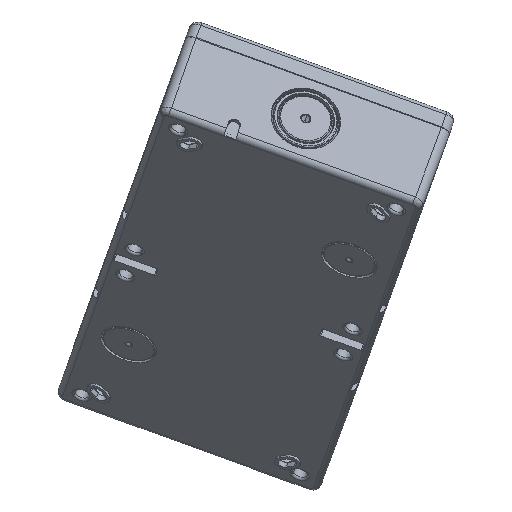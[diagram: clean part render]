
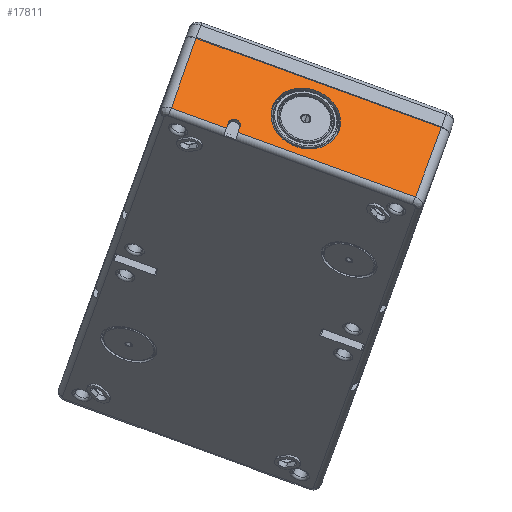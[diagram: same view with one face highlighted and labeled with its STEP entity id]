
A CAD part, left-side view. The second image highlights one B-rep face of the part: STEP entity #17811.
In plain terms, the highlighted face is planar.
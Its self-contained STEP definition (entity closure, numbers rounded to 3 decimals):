
#14745=CARTESIAN_POINT('Vertex',(-115.15,53.5,37.8)) ;
#14748=CARTESIAN_POINT('Line Origine',(-115.15,0.,37.8)) ;
#14752=CARTESIAN_POINT('Vertex',(-115.15,-53.5,37.8)) ;
#17693=CARTESIAN_POINT('Vertex',(-114.831,53.181,1.278)) ;
#17696=CARTESIAN_POINT('Line Origine',(-115.023,53.374,23.3)) ;
#17708=CARTESIAN_POINT('Axis2P3D Location',(-115.15,0.,37.8)) ;
#17713=CARTESIAN_POINT('Line Origine',(-114.831,0.,1.278)) ;
#17717=CARTESIAN_POINT('Vertex',(-114.831,29.153,1.278)) ;
#17721=CARTESIAN_POINT('Control Point',(-114.831,29.153,1.278)) ;
#17722=CARTESIAN_POINT('Control Point',(-114.858,29.1,4.344)) ;
#17723=CARTESIAN_POINT('Vertex',(-114.858,29.1,4.344)) ;
#17727=CARTESIAN_POINT('Control Point',(-114.858,24.1,4.344)) ;
#17728=CARTESIAN_POINT('Control Point',(-114.861,24.106,4.656)) ;
#17729=CARTESIAN_POINT('Control Point',(-114.863,24.16,4.968)) ;
#17730=CARTESIAN_POINT('Control Point',(-114.866,24.263,5.268)) ;
#17731=CARTESIAN_POINT('Control Point',(-114.873,24.687,6.067)) ;
#17732=CARTESIAN_POINT('Control Point',(-114.878,25.429,6.627)) ;
#17733=CARTESIAN_POINT('Control Point',(-114.88,26.008,6.836)) ;
#17734=CARTESIAN_POINT('Control Point',(-114.88,27.299,6.901)) ;
#17735=CARTESIAN_POINT('Control Point',(-114.874,28.411,6.216)) ;
#17736=CARTESIAN_POINT('Control Point',(-114.87,28.859,5.66)) ;
#17737=CARTESIAN_POINT('Control Point',(-114.864,29.088,5.004)) ;
#17738=CARTESIAN_POINT('Control Point',(-114.858,29.1,4.344)) ;
#17739=CARTESIAN_POINT('Vertex',(-114.858,24.1,4.344)) ;
#17743=CARTESIAN_POINT('Control Point',(-114.858,24.1,4.344)) ;
#17744=CARTESIAN_POINT('Control Point',(-114.831,24.047,1.278)) ;
#17745=CARTESIAN_POINT('Vertex',(-114.831,24.047,1.278)) ;
#17748=CARTESIAN_POINT('Line Origine',(-114.831,0.,1.278)) ;
#17752=CARTESIAN_POINT('Vertex',(-114.831,-53.181,1.278)) ;
#17756=CARTESIAN_POINT('Control Point',(-114.831,-53.181,1.278)) ;
#17757=CARTESIAN_POINT('Control Point',(-115.15,-53.5,37.8)) ;
#17770=CARTESIAN_POINT('Control Point',(-115.112,0.,33.5)) ;
#17771=CARTESIAN_POINT('Control Point',(-115.112,2.49,33.5)) ;
#17772=CARTESIAN_POINT('Control Point',(-115.108,4.981,32.965)) ;
#17773=CARTESIAN_POINT('Control Point',(-115.098,7.318,31.895)) ;
#17774=CARTESIAN_POINT('Control Point',(-115.077,10.569,29.438)) ;
#17775=CARTESIAN_POINT('Control Point',(-115.048,12.784,26.086)) ;
#17776=CARTESIAN_POINT('Control Point',(-115.036,13.447,24.729)) ;
#17777=CARTESIAN_POINT('Control Point',(-114.999,14.89,20.445)) ;
#17778=CARTESIAN_POINT('Control Point',(-114.958,14.634,15.823)) ;
#17779=CARTESIAN_POINT('Control Point',(-114.932,13.654,12.851)) ;
#17780=CARTESIAN_POINT('Control Point',(-114.894,10.746,8.428)) ;
#17781=CARTESIAN_POINT('Control Point',(-114.87,6.316,5.682)) ;
#17782=CARTESIAN_POINT('Control Point',(-114.863,4.275,4.894)) ;
#17783=CARTESIAN_POINT('Control Point',(-114.859,2.138,4.5)) ;
#17784=CARTESIAN_POINT('Control Point',(-114.859,0.,4.5)) ;
#17785=CARTESIAN_POINT('Vertex',(-115.112,0.,33.5)) ;
#17787=CARTESIAN_POINT('Vertex',(-114.859,0.,4.5)) ;
#17791=CARTESIAN_POINT('Control Point',(-115.112,0.,33.5)) ;
#17792=CARTESIAN_POINT('Control Point',(-115.112,-2.49,33.5)) ;
#17793=CARTESIAN_POINT('Control Point',(-115.108,-4.981,32.965)) ;
#17794=CARTESIAN_POINT('Control Point',(-115.098,-7.318,31.895)) ;
#17795=CARTESIAN_POINT('Control Point',(-115.077,-10.569,29.438)) ;
#17796=CARTESIAN_POINT('Control Point',(-115.048,-12.784,26.086)) ;
#17797=CARTESIAN_POINT('Control Point',(-115.036,-13.447,24.729)) ;
#17798=CARTESIAN_POINT('Control Point',(-114.999,-14.89,20.445)) ;
#17799=CARTESIAN_POINT('Control Point',(-114.958,-14.634,15.823)) ;
#17800=CARTESIAN_POINT('Control Point',(-114.932,-13.654,12.851)) ;
#17801=CARTESIAN_POINT('Control Point',(-114.894,-10.746,8.428)) ;
#17802=CARTESIAN_POINT('Control Point',(-114.87,-6.316,5.682)) ;
#17803=CARTESIAN_POINT('Control Point',(-114.863,-4.275,4.894)) ;
#17804=CARTESIAN_POINT('Control Point',(-114.859,-2.138,4.5)) ;
#17805=CARTESIAN_POINT('Control Point',(-114.859,0.,4.5)) ;
#14749=DIRECTION('Vector Direction',(0.,-1.,0.)) ;
#17697=DIRECTION('Vector Direction',(0.009,-0.009,-1.)) ;
#17709=DIRECTION('Axis2P3D Direction',(-1.,-0.,-0.009)) ;
#17710=DIRECTION('Axis2P3D XDirection',(0.,-1.,0.)) ;
#17714=DIRECTION('Vector Direction',(0.,-1.,0.)) ;
#17749=DIRECTION('Vector Direction',(0.,-1.,0.)) ;
#17711=AXIS2_PLACEMENT_3D('Plane Axis2P3D',#17708,#17709,#17710) ;
#17760=ORIENTED_EDGE('',*,*,#17700,.T.) ;
#17761=ORIENTED_EDGE('',*,*,#17719,.T.) ;
#17762=ORIENTED_EDGE('',*,*,#17725,.T.) ;
#17763=ORIENTED_EDGE('',*,*,#17741,.F.) ;
#17764=ORIENTED_EDGE('',*,*,#17747,.T.) ;
#17765=ORIENTED_EDGE('',*,*,#17754,.T.) ;
#17766=ORIENTED_EDGE('',*,*,#17758,.F.) ;
#17767=ORIENTED_EDGE('',*,*,#14754,.F.) ;
#17808=ORIENTED_EDGE('',*,*,#17789,.F.) ;
#17809=ORIENTED_EDGE('',*,*,#17806,.T.) ;
#17810=FACE_BOUND('',#17807,.T.) ;
#14750=VECTOR('Line Direction',#14749,1.) ;
#17698=VECTOR('Line Direction',#17697,1.) ;
#17715=VECTOR('Line Direction',#17714,1.) ;
#17750=VECTOR('Line Direction',#17749,1.) ;
#17811=ADVANCED_FACE('base',(#17768,#17810),#17712,.T.) ;
#17720=B_SPLINE_CURVE_WITH_KNOTS('',1,(#17721,#17722),.UNSPECIFIED.,.F.,.U.,(2,2),(-0.294,2.772),.UNSPECIFIED.) ;
#17726=B_SPLINE_CURVE_WITH_KNOTS('',5,(#17727,#17728,#17729,#17730,#17731,#17732,#17733,#17734,#17735,#17736,#17737,#17738),.UNSPECIFIED.,.F.,.U.,(6,3,3,6),(0.,2.21,6.315,10.984),.UNSPECIFIED.) ;
#17742=B_SPLINE_CURVE_WITH_KNOTS('',1,(#17743,#17744),.UNSPECIFIED.,.F.,.U.,(2,2),(-2.772,0.294),.UNSPECIFIED.) ;
#17755=B_SPLINE_CURVE_WITH_KNOTS('',1,(#17756,#17757),.UNSPECIFIED.,.F.,.U.,(2,2),(-22.023,14.501),.UNSPECIFIED.) ;
#17769=B_SPLINE_CURVE_WITH_KNOTS('',5,(#17770,#17771,#17772,#17773,#17774,#17775,#17776,#17777,#17778,#17779,#17780,#17781,#17782,#17783,#17784),.UNSPECIFIED.,.F.,.U.,(6,3,3,3,6),(0.,21.566,34.508,60.39,78.902),.UNSPECIFIED.) ;
#17790=B_SPLINE_CURVE_WITH_KNOTS('',5,(#17791,#17792,#17793,#17794,#17795,#17796,#17797,#17798,#17799,#17800,#17801,#17802,#17803,#17804,#17805),.UNSPECIFIED.,.F.,.U.,(6,3,3,3,6),(0.,21.566,34.508,60.39,78.902),.UNSPECIFIED.) ;
#14754=EDGE_CURVE('',#14746,#14753,#14751,.T.) ;
#17700=EDGE_CURVE('',#14746,#17694,#17699,.T.) ;
#17719=EDGE_CURVE('',#17694,#17718,#17716,.T.) ;
#17725=EDGE_CURVE('',#17718,#17724,#17720,.T.) ;
#17741=EDGE_CURVE('',#17740,#17724,#17726,.T.) ;
#17747=EDGE_CURVE('',#17740,#17746,#17742,.T.) ;
#17754=EDGE_CURVE('',#17746,#17753,#17751,.T.) ;
#17758=EDGE_CURVE('',#14753,#17753,#17755,.F.) ;
#17789=EDGE_CURVE('',#17786,#17788,#17769,.T.) ;
#17806=EDGE_CURVE('',#17786,#17788,#17790,.T.) ;
#17759=EDGE_LOOP('',(#17760,#17761,#17762,#17763,#17764,#17765,#17766,#17767)) ;
#17807=EDGE_LOOP('',(#17808,#17809)) ;
#17768=FACE_OUTER_BOUND('',#17759,.T.) ;
#14751=LINE('Line',#14748,#14750) ;
#17699=LINE('Line',#17696,#17698) ;
#17716=LINE('Line',#17713,#17715) ;
#17751=LINE('Line',#17748,#17750) ;
#17712=PLANE('',#17711) ;
#14746=VERTEX_POINT('',#14745) ;
#14753=VERTEX_POINT('',#14752) ;
#17694=VERTEX_POINT('',#17693) ;
#17718=VERTEX_POINT('',#17717) ;
#17724=VERTEX_POINT('',#17723) ;
#17740=VERTEX_POINT('',#17739) ;
#17746=VERTEX_POINT('',#17745) ;
#17753=VERTEX_POINT('',#17752) ;
#17786=VERTEX_POINT('',#17785) ;
#17788=VERTEX_POINT('',#17787) ;
